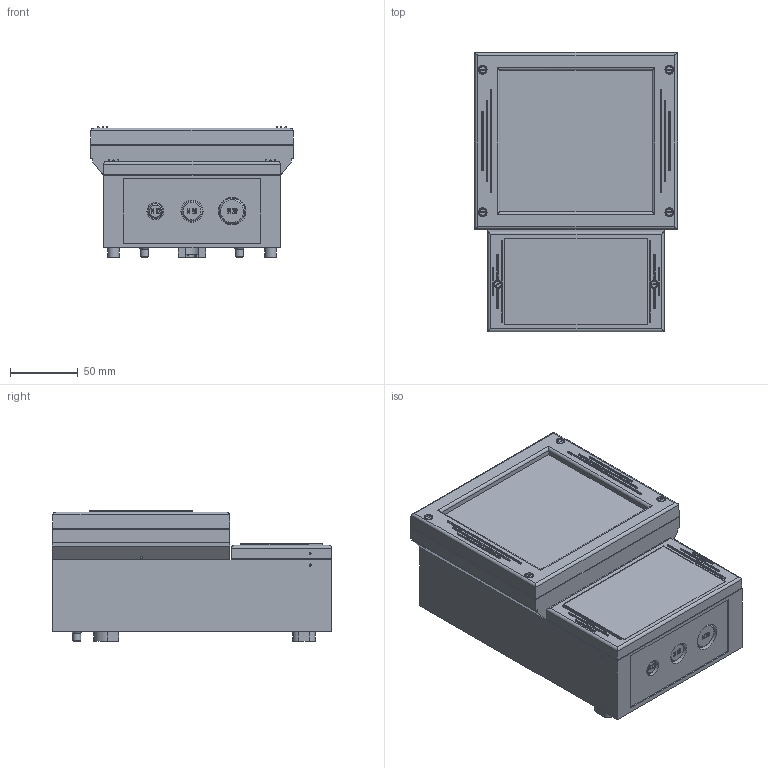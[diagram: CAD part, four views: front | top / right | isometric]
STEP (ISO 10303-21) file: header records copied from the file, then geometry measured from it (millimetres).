
FILE_DESCRIPTION((''),'2;1');
FILE_NAME('kat-mbrc2-13-rg.stp','2009-12-09T10:58:06',('marcel.johanning'),(''),'Autodesk Inventor 2010','Autodesk Inventor 2010','');
FILE_SCHEMA(('AUTOMOTIVE_DESIGN { 1 0 10303 214 1 1 1 1 }'));
Length unit declared in the file: millimetre
Products named in the file (13): MB05-X22-mbrca13+Rahmen; MB05-X20-Grundaufbau; mbrca13-New-UT; Deckel-Anschlussraum; Stopfen GPN910-2179; DIN 7964 A  M3 x 16; Gewinde Dübel M3; 231-Adapterecke-X01; MB05-X23-Rahmen; MB05-MBRCA13-X22-Rahmen; DIN ISO 7049 - C-H ST2.9 x 6.5 - C - H; O-Ring 2-5-aussen; O-Ring 2-5-innen
Assembly tree (28 placements, depth 3):
  MB05-X22-mbrca13+Rahmen
    MB05-X20-Grundaufbau
      mbrca13-New-UT
      Deckel-Anschlussraum
      Stopfen GPN910-2179
      DIN 7964 A  M3 x 16  x2
      Gewinde Dübel M3  x6
      231-Adapterecke-X01  x4
    MB05-X23-Rahmen
      MB05-MBRCA13-X22-Rahmen
      DIN ISO 7049 - C-H ST2.9 x 6.5 - C - H  x4
      DIN 7964 A  M3 x 16  x4
      O-Ring 2-5-aussen
      O-Ring 2-5-innen
Bounding box: 150 x 206 x 96.2 mm (x, y, z)
Volume: 363787.6 mm3; surface area: 305665.1 mm2
Topology: 26 solids, 26 shells, 1859 faces, 4636 edges, 2940 vertices
Faces by surface type: plane 808, cylinder 505, bspline 396, cone 110, torus 36, sphere 4
Full cylindrical faces by diameter (mm): 2.3 x6, 2.5 x8, 2.9 x4, 3 x6, 3.9 x6, 4 x2, 6 x17, 7 x6, 8 x2, 11 x1, 12.4 x1, 13.4 x1, 15 x4, 16.4 x3, 18 x1, 19 x1, 20.4 x1
Entity records: 53496 total; most frequent: CARTESIAN_POINT 16090, ORIENTED_EDGE 7518, DIRECTION 7482, EDGE_CURVE 3759, AXIS2_PLACEMENT_3D 2625, VERTEX_POINT 2527, VECTOR 2232, LINE 2232
